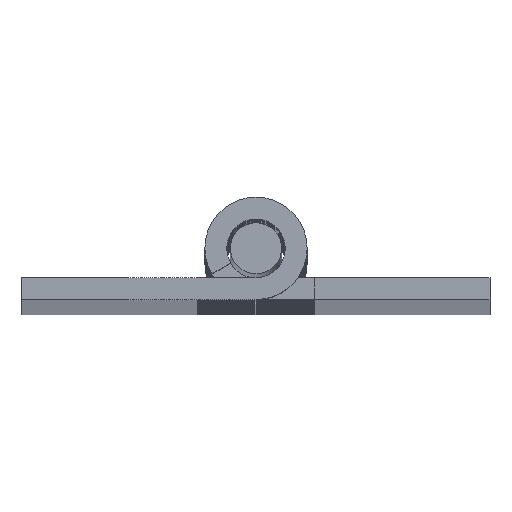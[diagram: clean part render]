
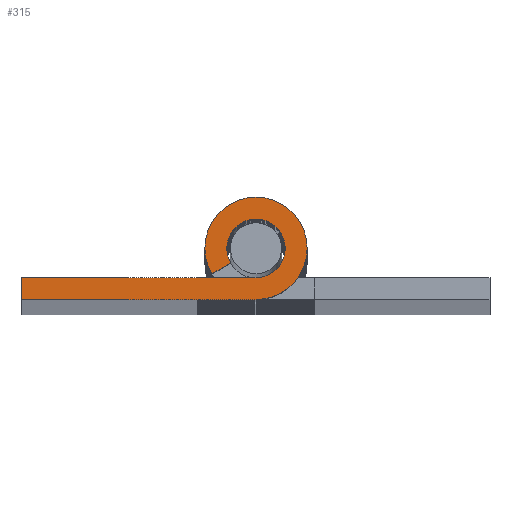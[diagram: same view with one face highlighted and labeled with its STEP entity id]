
A CAD part, top view. The second image highlights one B-rep face of the part: STEP entity #315.
In plain terms, the highlighted face is planar.
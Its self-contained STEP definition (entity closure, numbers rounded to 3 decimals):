
#21 = VERTEX_POINT ( 'NONE', #835 ) ;
#274 = EDGE_CURVE ( 'NONE', #575, #275, #1239, .T. ) ;
#275 = VERTEX_POINT ( 'NONE', #1235 ) ;
#315 = ADVANCED_FACE ( 'NONE', ( #1300 ), #1299, .F. ) ;
#316 = EDGE_LOOP ( 'NONE', ( #317, #318, #319, #320, #321, #322, #323, #382, #383, #384 ) ) ;
#317 = ORIENTED_EDGE ( 'NONE', *, *, #446, .F. ) ;
#318 = ORIENTED_EDGE ( 'NONE', *, *, #331, .F. ) ;
#319 = ORIENTED_EDGE ( 'NONE', *, *, #5229, .F. ) ;
#320 = ORIENTED_EDGE ( 'NONE', *, *, #5366, .F. ) ;
#321 = ORIENTED_EDGE ( 'NONE', *, *, #350, .F. ) ;
#322 = ORIENTED_EDGE ( 'NONE', *, *, #274, .F. ) ;
#323 = ORIENTED_EDGE ( 'NONE', *, *, #574, .F. ) ;
#331 = EDGE_CURVE ( 'NONE', #5230, #21, #1284, .T. ) ;
#350 = EDGE_CURVE ( 'NONE', #275, #5350, #1312, .T. ) ;
#382 = ORIENTED_EDGE ( 'NONE', *, *, #433, .F. ) ;
#383 = ORIENTED_EDGE ( 'NONE', *, *, #5206, .F. ) ;
#384 = ORIENTED_EDGE ( 'NONE', *, *, #5359, .F. ) ;
#433 = EDGE_CURVE ( 'NONE', #5255, #434, #1469, .T. ) ;
#434 = VERTEX_POINT ( 'NONE', #1465 ) ;
#446 = EDGE_CURVE ( 'NONE', #21, #5360, #1446, .T. ) ;
#574 = EDGE_CURVE ( 'NONE', #434, #575, #1675, .T. ) ;
#575 = VERTEX_POINT ( 'NONE', #1671 ) ;
#835 = CARTESIAN_POINT ( 'NONE',  ( 3.031, -1.75, 0. ) ) ;
#1235 = CARTESIAN_POINT ( 'NONE',  ( 0., -2., 0. ) ) ;
#1236 = DIRECTION ( 'NONE',  ( -1., 0., 0. ) ) ;
#1237 = VECTOR ( 'NONE', #1236, 1000. ) ;
#1238 = CARTESIAN_POINT ( 'NONE',  ( 16., -2., 0. ) ) ;
#1239 = LINE ( 'NONE', #1238, #1237 ) ;
#1281 = DIRECTION ( 'NONE',  ( 0.866, -0.5, 0. ) ) ;
#1282 = VECTOR ( 'NONE', #1281, 1000. ) ;
#1283 = CARTESIAN_POINT ( 'NONE',  ( 1.732, -1., 0. ) ) ;
#1284 = LINE ( 'NONE', #1283, #1282 ) ;
#1295 = DIRECTION ( 'NONE',  ( 1., 0., 0. ) ) ;
#1296 = DIRECTION ( 'NONE',  ( 0., 0., 1. ) ) ;
#1297 = CARTESIAN_POINT ( 'NONE',  ( 0., 0., 0. ) ) ;
#1298 = AXIS2_PLACEMENT_3D ( 'NONE', #1297, #1296, #1295 ) ;
#1299 = PLANE ( 'NONE',  #1298 ) ;
#1300 = FACE_OUTER_BOUND ( 'NONE', #316, .T. ) ;
#1311 = AXIS2_PLACEMENT_3D ( 'NONE', #1376, #1375, #1374 ) ;
#1312 = CIRCLE ( 'NONE', #1311, 2. ) ;
#1374 = DIRECTION ( 'NONE',  ( 1., 0., 0. ) ) ;
#1375 = DIRECTION ( 'NONE',  ( 0., 0., -1. ) ) ;
#1376 = CARTESIAN_POINT ( 'NONE',  ( 0., 0., 0. ) ) ;
#1442 = DIRECTION ( 'NONE',  ( 1., 0., 0. ) ) ;
#1443 = DIRECTION ( 'NONE',  ( 0., 0., 1. ) ) ;
#1444 = CARTESIAN_POINT ( 'NONE',  ( 0., 0., 0. ) ) ;
#1445 = AXIS2_PLACEMENT_3D ( 'NONE', #1444, #1443, #1442 ) ;
#1446 = CIRCLE ( 'NONE', #1445, 3.5 ) ;
#1465 = CARTESIAN_POINT ( 'NONE',  ( 16., -3.5, 0. ) ) ;
#1466 = DIRECTION ( 'NONE',  ( 1., 0., 0. ) ) ;
#1467 = VECTOR ( 'NONE', #1466, 1000. ) ;
#1468 = CARTESIAN_POINT ( 'NONE',  ( 0., -3.5, 0. ) ) ;
#1469 = LINE ( 'NONE', #1468, #1467 ) ;
#1671 = CARTESIAN_POINT ( 'NONE',  ( 16., -2., 0. ) ) ;
#1672 = DIRECTION ( 'NONE',  ( 0., 1., 0. ) ) ;
#1673 = VECTOR ( 'NONE', #1672, 1000. ) ;
#1674 = CARTESIAN_POINT ( 'NONE',  ( 16., -3.5, 0. ) ) ;
#1675 = LINE ( 'NONE', #1674, #1673 ) ;
#3315 = CARTESIAN_POINT ( 'NONE',  ( 2., 0., 0. ) ) ;
#3324 = DIRECTION ( 'NONE',  ( 1., 0., 0. ) ) ;
#3325 = DIRECTION ( 'NONE',  ( 0., 0., 1. ) ) ;
#3326 = CARTESIAN_POINT ( 'NONE',  ( 0., 0., 0. ) ) ;
#3327 = AXIS2_PLACEMENT_3D ( 'NONE', #3326, #3325, #3324 ) ;
#3328 = CIRCLE ( 'NONE', #3327, 3.5 ) ;
#3360 = CARTESIAN_POINT ( 'NONE',  ( 1.732, -1., 0. ) ) ;
#3361 = DIRECTION ( 'NONE',  ( 1., 0., 0. ) ) ;
#3362 = DIRECTION ( 'NONE',  ( 0., 0., -1. ) ) ;
#3363 = AXIS2_PLACEMENT_3D ( 'NONE', #3370, #3362, #3361 ) ;
#3364 = CIRCLE ( 'NONE', #3363, 2. ) ;
#3370 = CARTESIAN_POINT ( 'NONE',  ( 0., 0., 0. ) ) ;
#3442 = CARTESIAN_POINT ( 'NONE',  ( 0., -3.5, 0. ) ) ;
#3516 = CARTESIAN_POINT ( 'NONE',  ( -3.5, 0., 0. ) ) ;
#3568 = CARTESIAN_POINT ( 'NONE',  ( -2., 0., 0. ) ) ;
#3592 = DIRECTION ( 'NONE',  ( 1., 0., 0. ) ) ;
#3593 = DIRECTION ( 'NONE',  ( 0., 0., -1. ) ) ;
#3594 = CARTESIAN_POINT ( 'NONE',  ( 0., 0., 0. ) ) ;
#3595 = AXIS2_PLACEMENT_3D ( 'NONE', #3594, #3593, #3592 ) ;
#3596 = CIRCLE ( 'NONE', #3595, 2. ) ;
#3603 = CARTESIAN_POINT ( 'NONE',  ( 3.5, 0., 0. ) ) ;
#3604 = DIRECTION ( 'NONE',  ( 1., 0., 0. ) ) ;
#3605 = DIRECTION ( 'NONE',  ( 0., 0., 1. ) ) ;
#3606 = CARTESIAN_POINT ( 'NONE',  ( 0., 0., 0. ) ) ;
#3607 = AXIS2_PLACEMENT_3D ( 'NONE', #3606, #3605, #3604 ) ;
#3608 = CIRCLE ( 'NONE', #3607, 3.5 ) ;
#5164 = VERTEX_POINT ( 'NONE', #3315 ) ;
#5206 = EDGE_CURVE ( 'NONE', #5335, #5255, #3328, .T. ) ;
#5229 = EDGE_CURVE ( 'NONE', #5164, #5230, #3364, .T. ) ;
#5230 = VERTEX_POINT ( 'NONE', #3360 ) ;
#5255 = VERTEX_POINT ( 'NONE', #3442 ) ;
#5335 = VERTEX_POINT ( 'NONE', #3516 ) ;
#5350 = VERTEX_POINT ( 'NONE', #3568 ) ;
#5359 = EDGE_CURVE ( 'NONE', #5360, #5335, #3608, .T. ) ;
#5360 = VERTEX_POINT ( 'NONE', #3603 ) ;
#5366 = EDGE_CURVE ( 'NONE', #5350, #5164, #3596, .T. ) ;
